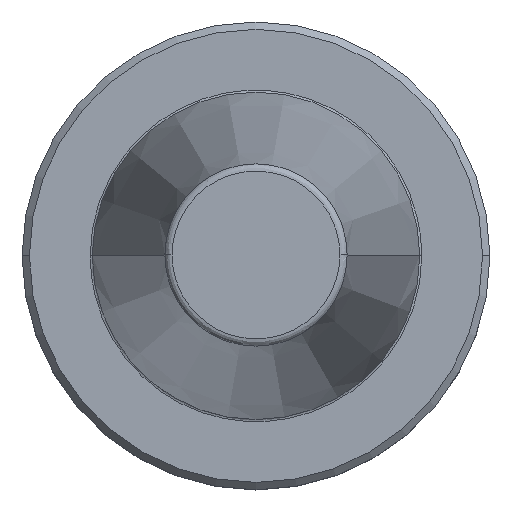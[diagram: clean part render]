
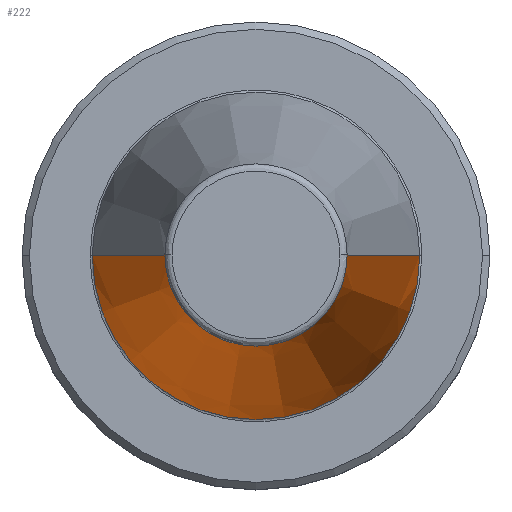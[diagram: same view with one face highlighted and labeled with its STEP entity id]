
A CAD part, top view. The second image highlights one B-rep face of the part: STEP entity #222.
In plain terms, the highlighted conical face has half-angle 8.297 degrees and reference radius 22.225 mm.
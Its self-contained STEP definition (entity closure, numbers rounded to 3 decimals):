
#12 = DIRECTION ( 'NONE',  ( -1., 0., 0. ) ) ;
#14 = DIRECTION ( 'NONE',  ( 0., 0., 1. ) ) ;
#15 = CARTESIAN_POINT ( 'NONE',  ( 0., 0., 0. ) ) ;
#57 = DIRECTION ( 'NONE',  ( 0., 0., -1. ) ) ;
#66 = CARTESIAN_POINT ( 'NONE',  ( 0., 0., 0. ) ) ;
#68 = DIRECTION ( 'NONE',  ( -1., 0., 0. ) ) ;
#136 = CARTESIAN_POINT ( 'NONE',  ( 22.225, 0., 0. ) ) ;
#145 = CARTESIAN_POINT ( 'NONE',  ( -22.225, 0., 0. ) ) ;
#167 = DIRECTION ( 'NONE',  ( -0.144, 0., -0.99 ) ) ;
#186 = AXIS2_PLACEMENT_3D ( 'NONE', #1284, #902, #763 ) ;
#189 = CARTESIAN_POINT ( 'NONE',  ( -22.225, 0., 0. ) ) ;
#222 = ADVANCED_FACE ( 'NONE', ( #263 ), #820, .T. ) ;
#263 = FACE_OUTER_BOUND ( 'NONE', #906, .T. ) ;
#369 = ORIENTED_EDGE ( 'NONE', *, *, #1328, .T. ) ;
#378 = DIRECTION ( 'NONE',  ( 0.144, 0., -0.99 ) ) ;
#382 = CARTESIAN_POINT ( 'NONE',  ( 22.225, 0., 0. ) ) ;
#480 = VECTOR ( 'NONE', #378, 1000. ) ;
#513 = AXIS2_PLACEMENT_3D ( 'NONE', #66, #57, #68 ) ;
#549 = CARTESIAN_POINT ( 'NONE',  ( 12.375, 0., 67.544 ) ) ;
#655 = AXIS2_PLACEMENT_3D ( 'NONE', #15, #14, #12 ) ;
#763 = DIRECTION ( 'NONE',  ( -1., 0., 0. ) ) ;
#775 = ORIENTED_EDGE ( 'NONE', *, *, #1128, .F. ) ;
#820 = CONICAL_SURFACE ( 'NONE', #513, 22.225, 0.145 ) ;
#845 = ORIENTED_EDGE ( 'NONE', *, *, #1336, .T. ) ;
#902 = DIRECTION ( 'NONE',  ( 0., 0., -1. ) ) ;
#906 = EDGE_LOOP ( 'NONE', ( #775, #845, #1195, #369 ) ) ;
#908 = VECTOR ( 'NONE', #167, 1000. ) ;
#1106 = CARTESIAN_POINT ( 'NONE',  ( -12.375, 0., 67.544 ) ) ;
#1128 = EDGE_CURVE ( 'NONE', #1490, #1267, #1435, .T. ) ;
#1168 = LINE ( 'NONE', #189, #908 ) ;
#1195 = ORIENTED_EDGE ( 'NONE', *, *, #1240, .T. ) ;
#1240 = EDGE_CURVE ( 'NONE', #1404, #1280, #1168, .T. ) ;
#1267 = VERTEX_POINT ( 'NONE', #136 ) ;
#1280 = VERTEX_POINT ( 'NONE', #145 ) ;
#1284 = CARTESIAN_POINT ( 'NONE',  ( 0., 0., 67.544 ) ) ;
#1320 = CIRCLE ( 'NONE', #186, 12.375 ) ;
#1328 = EDGE_CURVE ( 'NONE', #1280, #1267, #1419, .T. ) ;
#1336 = EDGE_CURVE ( 'NONE', #1490, #1404, #1320, .T. ) ;
#1404 = VERTEX_POINT ( 'NONE', #1106 ) ;
#1419 = CIRCLE ( 'NONE', #655, 22.225 ) ;
#1435 = LINE ( 'NONE', #382, #480 ) ;
#1490 = VERTEX_POINT ( 'NONE', #549 ) ;
